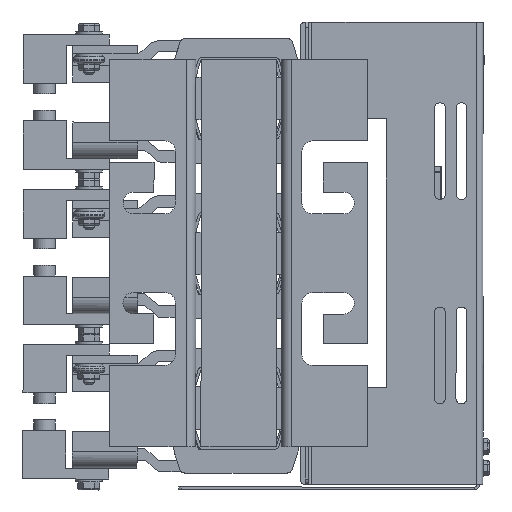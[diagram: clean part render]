
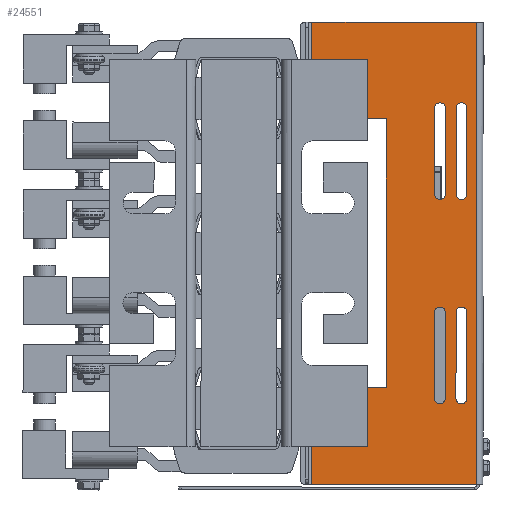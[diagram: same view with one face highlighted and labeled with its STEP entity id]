
A CAD part, front view. The second image highlights one B-rep face of the part: STEP entity #24551.
In plain terms, the highlighted planar face has unit normal (0, -1, 0).
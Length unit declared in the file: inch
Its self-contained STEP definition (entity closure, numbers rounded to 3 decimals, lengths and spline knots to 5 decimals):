
#1724=FACE_BOUND('',#5159,.T.);
#1725=FACE_BOUND('',#5160,.T.);
#1726=FACE_BOUND('',#5161,.T.);
#1727=FACE_BOUND('',#5162,.T.);
#2071=CIRCLE('',#26608,0.125);
#2073=CIRCLE('',#26615,0.125);
#2075=CIRCLE('',#26620,0.125);
#2077=CIRCLE('',#26627,0.125);
#2079=CIRCLE('',#26632,0.125);
#2081=CIRCLE('',#26639,0.125);
#2083=CIRCLE('',#26646,0.125);
#2085=CIRCLE('',#26649,0.125);
#3729=FACE_OUTER_BOUND('',#5158,.T.);
#5158=EDGE_LOOP('',(#20374,#20375,#20376,#20377,#20378,#20379,#20380,#20381));
#5159=EDGE_LOOP('',(#20382,#20383,#20384,#20385));
#5160=EDGE_LOOP('',(#20386,#20387,#20388,#20389));
#5161=EDGE_LOOP('',(#20390,#20391,#20392,#20393));
#5162=EDGE_LOOP('',(#20394,#20395,#20396,#20397));
#7290=LINE('',#41002,#9607);
#7294=LINE('',#41009,#9611);
#7302=LINE('',#41034,#9619);
#7306=LINE('',#41041,#9623);
#7314=LINE('',#41066,#9631);
#7318=LINE('',#41073,#9635);
#7323=LINE('',#41089,#9640);
#7331=LINE('',#41110,#9648);
#7388=LINE('',#41290,#9705);
#7393=LINE('',#41308,#9710);
#7400=LINE('',#41322,#9717);
#7402=LINE('',#41326,#9719);
#7403=LINE('',#41328,#9720);
#7404=LINE('',#41329,#9721);
#7405=LINE('',#41331,#9722);
#7406=LINE('',#41332,#9723);
#9607=VECTOR('',#30981,0.3937);
#9611=VECTOR('',#30987,0.3937);
#9619=VECTOR('',#31017,0.3937);
#9623=VECTOR('',#31023,0.3937);
#9631=VECTOR('',#31053,0.3937);
#9635=VECTOR('',#31059,0.3937);
#9640=VECTOR('',#31078,0.3937);
#9648=VECTOR('',#31104,0.3937);
#9705=VECTOR('',#31331,0.3937);
#9710=VECTOR('',#31354,0.3937);
#9717=VECTOR('',#31365,0.3937);
#9719=VECTOR('',#31369,0.3937);
#9720=VECTOR('',#31370,0.3937);
#9721=VECTOR('',#31371,0.3937);
#9722=VECTOR('',#31372,0.3937);
#9723=VECTOR('',#31373,0.3937);
#11809=VERTEX_POINT('',#40990);
#11810=VERTEX_POINT('',#40992);
#11812=VERTEX_POINT('',#41001);
#11814=VERTEX_POINT('',#41007);
#11817=VERTEX_POINT('',#41022);
#11818=VERTEX_POINT('',#41024);
#11820=VERTEX_POINT('',#41033);
#11822=VERTEX_POINT('',#41039);
#11825=VERTEX_POINT('',#41054);
#11826=VERTEX_POINT('',#41056);
#11828=VERTEX_POINT('',#41065);
#11830=VERTEX_POINT('',#41071);
#11833=VERTEX_POINT('',#41086);
#11834=VERTEX_POINT('',#41088);
#11836=VERTEX_POINT('',#41097);
#11838=VERTEX_POINT('',#41103);
#11875=VERTEX_POINT('',#41281);
#11876=VERTEX_POINT('',#41285);
#11879=VERTEX_POINT('',#41299);
#11880=VERTEX_POINT('',#41303);
#11885=VERTEX_POINT('',#41321);
#11886=VERTEX_POINT('',#41325);
#11887=VERTEX_POINT('',#41327);
#11888=VERTEX_POINT('',#41330);
#14684=EDGE_CURVE('',#11810,#11809,#2071,.T.);
#14689=EDGE_CURVE('',#11812,#11810,#7290,.T.);
#14693=EDGE_CURVE('',#11809,#11814,#7294,.T.);
#14696=EDGE_CURVE('',#11814,#11812,#2073,.T.);
#14700=EDGE_CURVE('',#11818,#11817,#2075,.T.);
#14705=EDGE_CURVE('',#11820,#11818,#7302,.T.);
#14709=EDGE_CURVE('',#11817,#11822,#7306,.T.);
#14712=EDGE_CURVE('',#11822,#11820,#2077,.T.);
#14716=EDGE_CURVE('',#11826,#11825,#2079,.T.);
#14721=EDGE_CURVE('',#11828,#11826,#7314,.T.);
#14725=EDGE_CURVE('',#11825,#11830,#7318,.T.);
#14728=EDGE_CURVE('',#11830,#11828,#2081,.T.);
#14732=EDGE_CURVE('',#11834,#11833,#7323,.T.);
#14737=EDGE_CURVE('',#11836,#11834,#2083,.T.);
#14741=EDGE_CURVE('',#11833,#11838,#2085,.T.);
#14744=EDGE_CURVE('',#11838,#11836,#7331,.T.);
#14835=EDGE_CURVE('',#11875,#11876,#7388,.T.);
#14844=EDGE_CURVE('',#11879,#11880,#7393,.T.);
#14851=EDGE_CURVE('',#11885,#11875,#7400,.T.);
#14853=EDGE_CURVE('',#11886,#11876,#7402,.T.);
#14854=EDGE_CURVE('',#11886,#11887,#7403,.T.);
#14855=EDGE_CURVE('',#11887,#11879,#7404,.T.);
#14856=EDGE_CURVE('',#11880,#11888,#7405,.T.);
#14857=EDGE_CURVE('',#11888,#11885,#7406,.T.);
#20374=ORIENTED_EDGE('',*,*,#14835,.T.);
#20375=ORIENTED_EDGE('',*,*,#14853,.F.);
#20376=ORIENTED_EDGE('',*,*,#14854,.T.);
#20377=ORIENTED_EDGE('',*,*,#14855,.T.);
#20378=ORIENTED_EDGE('',*,*,#14844,.T.);
#20379=ORIENTED_EDGE('',*,*,#14856,.T.);
#20380=ORIENTED_EDGE('',*,*,#14857,.T.);
#20381=ORIENTED_EDGE('',*,*,#14851,.T.);
#20382=ORIENTED_EDGE('',*,*,#14696,.T.);
#20383=ORIENTED_EDGE('',*,*,#14689,.T.);
#20384=ORIENTED_EDGE('',*,*,#14684,.T.);
#20385=ORIENTED_EDGE('',*,*,#14693,.T.);
#20386=ORIENTED_EDGE('',*,*,#14712,.T.);
#20387=ORIENTED_EDGE('',*,*,#14705,.T.);
#20388=ORIENTED_EDGE('',*,*,#14700,.T.);
#20389=ORIENTED_EDGE('',*,*,#14709,.T.);
#20390=ORIENTED_EDGE('',*,*,#14728,.T.);
#20391=ORIENTED_EDGE('',*,*,#14721,.T.);
#20392=ORIENTED_EDGE('',*,*,#14716,.T.);
#20393=ORIENTED_EDGE('',*,*,#14725,.T.);
#20394=ORIENTED_EDGE('',*,*,#14744,.T.);
#20395=ORIENTED_EDGE('',*,*,#14737,.T.);
#20396=ORIENTED_EDGE('',*,*,#14732,.T.);
#20397=ORIENTED_EDGE('',*,*,#14741,.T.);
#23439=PLANE('',#26748);
#24551=ADVANCED_FACE('',(#3729,#1724,#1725,#1726,#1727),#23439,.F.);
#26608=AXIS2_PLACEMENT_3D('',#40993,#30971,#30972);
#26615=AXIS2_PLACEMENT_3D('',#41014,#30995,#30996);
#26620=AXIS2_PLACEMENT_3D('',#41025,#31007,#31008);
#26627=AXIS2_PLACEMENT_3D('',#41046,#31031,#31032);
#26632=AXIS2_PLACEMENT_3D('',#41057,#31043,#31044);
#26639=AXIS2_PLACEMENT_3D('',#41078,#31067,#31068);
#26646=AXIS2_PLACEMENT_3D('',#41098,#31088,#31089);
#26649=AXIS2_PLACEMENT_3D('',#41105,#31096,#31097);
#26748=AXIS2_PLACEMENT_3D('',#41324,#31367,#31368);
#30971=DIRECTION('center_axis',(0.,1.,0.));
#30972=DIRECTION('ref_axis',(0.,0.,-1.));
#30981=DIRECTION('',(1.,0.,0.));
#30987=DIRECTION('',(-1.,0.,0.));
#30995=DIRECTION('center_axis',(0.,1.,0.));
#30996=DIRECTION('ref_axis',(0.,0.,
1.));
#31007=DIRECTION('center_axis',(0.,1.,0.));
#31008=DIRECTION('ref_axis',(0.,0.,-1.));
#31017=DIRECTION('',(1.,0.,0.));
#31023=DIRECTION('',(-1.,0.,0.));
#31031=DIRECTION('center_axis',(0.,1.,0.));
#31032=DIRECTION('ref_axis',(0.,0.,
1.));
#31043=DIRECTION('center_axis',(0.,1.,0.));
#31044=DIRECTION('ref_axis',(0.,0.,
-1.));
#31053=DIRECTION('',(1.,0.,0.));
#31059=DIRECTION('',(-1.,0.,0.));
#31067=DIRECTION('center_axis',(0.,1.,0.));
#31068=DIRECTION('ref_axis',(0.,0.,
1.));
#31078=DIRECTION('',(-1.,0.,0.));
#31088=DIRECTION('center_axis',(0.,1.,0.));
#31089=DIRECTION('ref_axis',(0.,0.,
-1.));
#31096=DIRECTION('center_axis',(0.,1.,0.));
#31097=DIRECTION('ref_axis',(0.,0.,
1.));
#31104=DIRECTION('',(1.,0.,0.));
#31331=DIRECTION('',(-1.,0.,0.));
#31354=DIRECTION('',(-1.,0.,0.));
#31365=DIRECTION('',(0.,0.,1.));
#31367=DIRECTION('center_axis',(0.,1.,0.));
#31368=DIRECTION('ref_axis',(1.,0.,0.));
#31369=DIRECTION('',(0.,0.,1.));
#31370=DIRECTION('',(1.,0.,0.));
#31371=DIRECTION('',(0.,0.,1.));
#31372=DIRECTION('',(0.,0.,-1.));
#31373=DIRECTION('',(-1.,0.,0.));
#40990=CARTESIAN_POINT('',(8.75,0.,0.375));
#40992=CARTESIAN_POINT('',(8.75,0.,0.625));
#40993=CARTESIAN_POINT('Origin',(8.75,0.,0.5));
#41001=CARTESIAN_POINT('',(6.75,0.,0.625));
#41002=CARTESIAN_POINT('',(7.0625,0.,0.625));
#41007=CARTESIAN_POINT('',(6.75,0.,0.375));
#41009=CARTESIAN_POINT('',(6.0625,0.,0.375));
#41014=CARTESIAN_POINT('Origin',(6.75,0.,0.5));
#41022=CARTESIAN_POINT('',(4.,0.,0.375));
#41024=CARTESIAN_POINT('',(4.,0.,0.625));
#41025=CARTESIAN_POINT('Origin',(4.,0.,0.5));
#41033=CARTESIAN_POINT('',(2.,0.,0.625));
#41034=CARTESIAN_POINT('',(4.6875,0.,0.625));
#41039=CARTESIAN_POINT('',(2.,0.,0.375));
#41041=CARTESIAN_POINT('',(3.6875,0.,0.375));
#41046=CARTESIAN_POINT('Origin',(2.,0.,0.5));
#41054=CARTESIAN_POINT('',(4.00002,0.,0.875));
#41056=CARTESIAN_POINT('',(4.00002,0.,1.125));
#41057=CARTESIAN_POINT('Origin',(4.00002,0.,
1.));
#41065=CARTESIAN_POINT('',(2.00002,0.,1.125));
#41066=CARTESIAN_POINT('',(4.68751,0.,1.125));
#41071=CARTESIAN_POINT('',(2.00002,0.,0.875));
#41073=CARTESIAN_POINT('',(3.68751,0.,0.875));
#41078=CARTESIAN_POINT('Origin',(2.00002,0.,
1.));
#41086=CARTESIAN_POINT('',(6.75,0.,0.875));
#41088=CARTESIAN_POINT('',(8.75,0.,0.875));
#41089=CARTESIAN_POINT('',(6.0625,0.,0.875));
#41097=CARTESIAN_POINT('',(8.75,0.,1.125));
#41098=CARTESIAN_POINT('Origin',(8.75,0.,1.));
#41103=CARTESIAN_POINT('',(6.75,0.,1.125));
#41105=CARTESIAN_POINT('Origin',(6.75,0.,1.));
#41110=CARTESIAN_POINT('',(7.0625,0.,1.125));
#41281=CARTESIAN_POINT('',(2.25,0.,3.9806));
#41285=CARTESIAN_POINT('',(0.,0.,
3.9806));
#41290=CARTESIAN_POINT('',(2.6875,0.,3.9806));
#41299=CARTESIAN_POINT('',(10.75,0.,3.9806));
#41303=CARTESIAN_POINT('',(8.5,0.,3.9806));
#41308=CARTESIAN_POINT('',(6.9375,0.,3.9806));
#41321=CARTESIAN_POINT('',(2.25,0.,2.25));
#41322=CARTESIAN_POINT('',(2.25,0.,2.15261));
#41324=CARTESIAN_POINT('Origin',(5.375,0.,2.05522));
#41325=CARTESIAN_POINT('',(0.,0.,
0.1494));
#41326=CARTESIAN_POINT('',(0.,0.,-0.01957));
#41327=CARTESIAN_POINT('',(10.75,0.,0.1494));
#41328=CARTESIAN_POINT('',(5.375,0.,0.1494));
#41329=CARTESIAN_POINT('',(10.75,0.,-0.01957));
#41330=CARTESIAN_POINT('',(8.5,0.,2.25));
#41331=CARTESIAN_POINT('',(8.5,0.,3.15261));
#41332=CARTESIAN_POINT('',(6.9375,0.,2.25));
